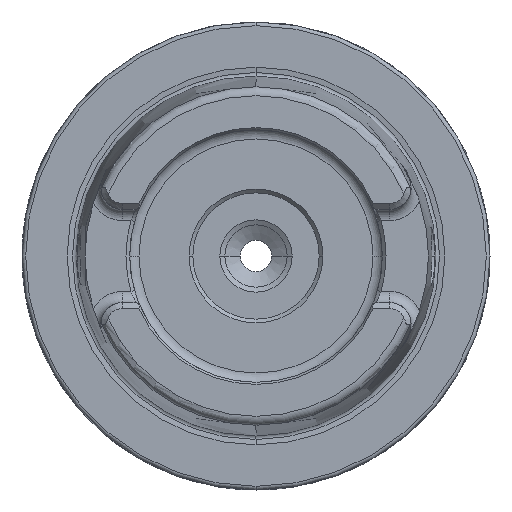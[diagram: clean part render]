
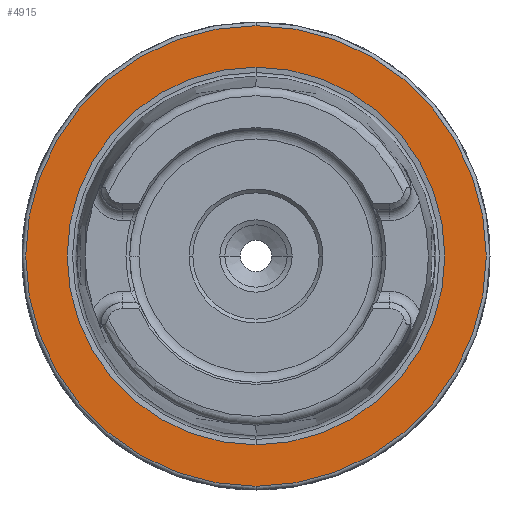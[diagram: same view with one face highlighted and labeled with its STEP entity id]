
A CAD part, left-side view. The second image highlights one B-rep face of the part: STEP entity #4915.
In plain terms, the highlighted planar face has unit normal (-1, 0, 0).
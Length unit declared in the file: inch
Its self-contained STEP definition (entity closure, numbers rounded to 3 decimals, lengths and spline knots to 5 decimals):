
#1584=CARTESIAN_POINT('',(0.,0.,0.));
#1585=DIRECTION('',(1.,0.,0.));
#1586=DIRECTION('',(0.,0.,-1.));
#1587=AXIS2_PLACEMENT_3D('',#1584,#1585,#1586);
#1589=CARTESIAN_POINT('',(0.,0.,0.));
#1590=DIRECTION('',(1.,0.,0.));
#1591=DIRECTION('',(0.,0.,1.));
#1592=AXIS2_PLACEMENT_3D('',#1589,#1590,#1591);
#1594=CARTESIAN_POINT('',(0.,0.,0.));
#1595=DIRECTION('',(-1.,0.,0.));
#1596=DIRECTION('',(0.,0.,1.));
#1597=AXIS2_PLACEMENT_3D('',#1594,#1595,#1596);
#1599=CARTESIAN_POINT('',(0.,0.,0.));
#1600=DIRECTION('',(-1.,0.,0.));
#1601=DIRECTION('',(0.,0.,-1.));
#1602=AXIS2_PLACEMENT_3D('',#1599,#1600,#1601);
#2775=CARTESIAN_POINT('',(0.,0.,-1.0008));
#2776=CARTESIAN_POINT('',(0.,0.,1.0008));
#2777=VERTEX_POINT('',#2775);
#2778=VERTEX_POINT('',#2776);
#3084=CARTESIAN_POINT('',(0.,0.,1.22047));
#3085=CARTESIAN_POINT('',(0.,0.,-1.22047));
#3086=VERTEX_POINT('',#3084);
#3087=VERTEX_POINT('',#3085);
#4899=CARTESIAN_POINT('',(0.,0.,0.));
#4900=DIRECTION('',(1.,0.,0.));
#4901=DIRECTION('',(0.,0.,1.));
#4902=AXIS2_PLACEMENT_3D('',#4899,#4900,#4901);
#4903=PLANE('',#4902);
#4904=ORIENTED_EDGE('',*,*,#4889,.F.);
#4906=ORIENTED_EDGE('',*,*,#4905,.F.);
#4907=EDGE_LOOP('',(#4904,#4906));
#4908=FACE_OUTER_BOUND('',#4907,.F.);
#4910=ORIENTED_EDGE('',*,*,#4909,.F.);
#4912=ORIENTED_EDGE('',*,*,#4911,.F.);
#4913=EDGE_LOOP('',(#4910,#4912));
#4914=FACE_BOUND('',#4913,.F.);
#4915=ADVANCED_FACE('',(#4908,#4914),#4903,.F.);
#1588=CIRCLE('',#1587,1.0008);
#1593=CIRCLE('',#1592,1.0008);
#1598=CIRCLE('',#1597,1.22047);
#1603=CIRCLE('',#1602,1.22047);
#4889=EDGE_CURVE('',#3086,#3087,#1598,.T.);
#4905=EDGE_CURVE('',#3087,#3086,#1603,.T.);
#4909=EDGE_CURVE('',#2777,#2778,#1588,.T.);
#4911=EDGE_CURVE('',#2778,#2777,#1593,.T.);
